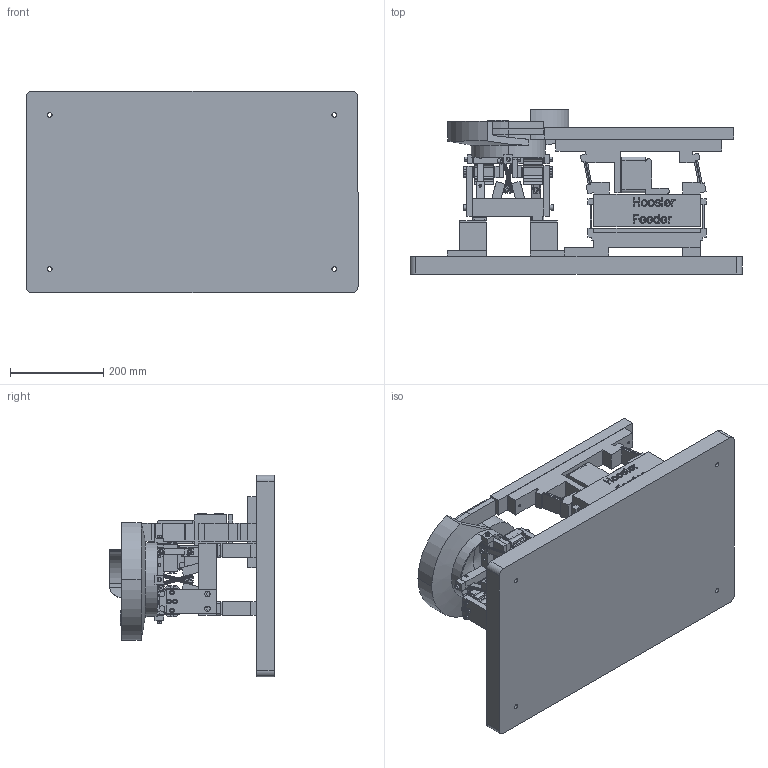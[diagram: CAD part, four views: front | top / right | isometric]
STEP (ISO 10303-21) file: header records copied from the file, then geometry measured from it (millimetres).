
FILE_DESCRIPTION (( 'STEP AP214' ), '1' );
FILE_NAME ('6 IN CCW-001.STEP', '2025-08-19T17:03:56', ( '' ), ( '' ), 'SwSTEP 2.0', 'SolidWorks 2023', '' );
FILE_SCHEMA (( 'AUTOMOTIVE_DESIGN' ));
Length unit declared in the file: inch
Products named in the file (14): 6 IN CCW basic; HFC INLINE LOGO 6-10; S-2 DRIVE 2-28-23; 6 IN CCW return Pan; 6 IN CCW-001; 6 IN CCW discharge; SMALL BOWL RISER; SMALL BOWL RISERSLDASM; 6 ccw base drive; 6 IN CCW-002; 6 IN CCW bowl assy; SMALL BOWL RISER STANDARD FOOT; NEW CAD-005 6_ 8_10; GENERIC INLINE TRACK
Assembly tree (17 placements, depth 4):
  6 IN CCW-001
    NEW CAD-005 6_ 8_10
    6 IN CCW-002
      6 ccw base drive
      6 IN CCW bowl assy
        6 IN CCW basic
        6 IN CCW return Pan
        6 IN CCW discharge
    S-2 DRIVE 2-28-23
    GENERIC INLINE TRACK
    SMALL BOWL RISERSLDASM  x4
      SMALL BOWL RISER
      SMALL BOWL RISER STANDARD FOOT
    HFC INLINE LOGO 6-10  x2
Bounding box: 711.2 x 352.43 x 431.8 mm (x, y, z)
Volume: 17089012.6 mm3; surface area: 1705871.5 mm2
Topology: 137 solids, 139 shells, 1731 faces, 4244 edges, 2788 vertices
Faces by surface type: plane 1116, cylinder 449, bspline 144, cone 22
Entity records: 51193 total; most frequent: CARTESIAN_POINT 13766, ORIENTED_EDGE 7242, DIRECTION 7189, EDGE_CURVE 3621, VECTOR 2563, LINE 2563, VERTEX_POINT 2401, AXIS2_PLACEMENT_3D 2313
